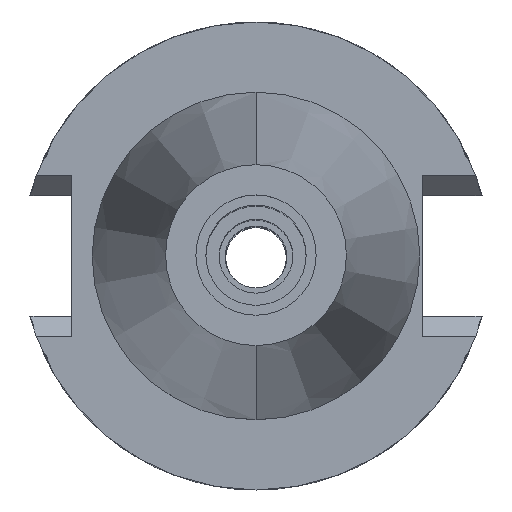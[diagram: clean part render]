
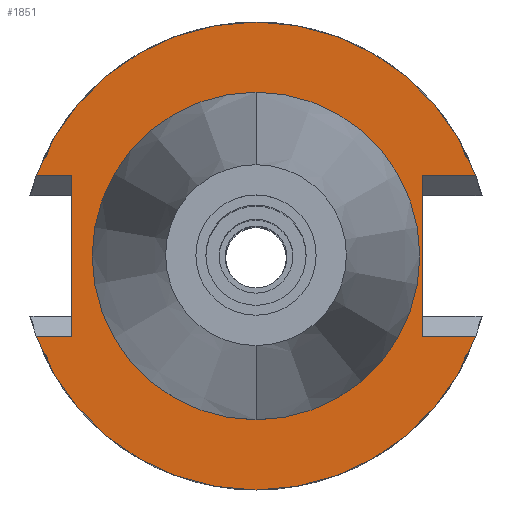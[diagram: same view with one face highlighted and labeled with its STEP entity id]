
A CAD part, top view. The second image highlights one B-rep face of the part: STEP entity #1851.
In plain terms, the highlighted planar face has unit normal (0, 0, 1).
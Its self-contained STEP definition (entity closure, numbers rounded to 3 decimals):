
#23 = DIRECTION ( 'NONE',  ( 0., 0., 1. ) ) ;
#27 = CARTESIAN_POINT ( 'NONE',  ( 22.57, 10.89, -1. ) ) ;
#46 = EDGE_CURVE ( 'NONE', #2028, #2319, #2591, .T. ) ;
#70 = FACE_OUTER_BOUND ( 'NONE', #2886, .T. ) ;
#104 = CARTESIAN_POINT ( 'NONE',  ( 22.57, -10.89, -1. ) ) ;
#122 = CARTESIAN_POINT ( 'NONE',  ( -24.98, -10.89, -1. ) ) ;
#131 = DIRECTION ( 'NONE',  ( 0., 0., -1. ) ) ;
#195 = EDGE_CURVE ( 'NONE', #1913, #1172, #2457, .T. ) ;
#202 = CIRCLE ( 'NONE', #3095, 31.75 ) ;
#230 = VECTOR ( 'NONE', #2126, 1000. ) ;
#294 = DIRECTION ( 'NONE',  ( 0., 1., 0. ) ) ;
#321 = ORIENTED_EDGE ( 'NONE', *, *, #195, .F. ) ;
#361 = VERTEX_POINT ( 'NONE', #1863 ) ;
#387 = CARTESIAN_POINT ( 'NONE',  ( -24.98, -10.89, -1. ) ) ;
#430 = AXIS2_PLACEMENT_3D ( 'NONE', #2493, #1941, #482 ) ;
#482 = DIRECTION ( 'NONE',  ( 0., -1., 0. ) ) ;
#540 = CARTESIAN_POINT ( 'NONE',  ( 22.57, 10.89, -1. ) ) ;
#551 = LINE ( 'NONE', #1288, #2057 ) ;
#647 = EDGE_LOOP ( 'NONE', ( #2817, #1740 ) ) ;
#699 = CARTESIAN_POINT ( 'NONE',  ( 0., 22.225, -1. ) ) ;
#747 = ORIENTED_EDGE ( 'NONE', *, *, #2720, .F. ) ;
#797 = FACE_BOUND ( 'NONE', #647, .T. ) ;
#802 = EDGE_CURVE ( 'NONE', #3072, #2354, #1064, .T. ) ;
#811 = DIRECTION ( 'NONE',  ( 0., -1., 0. ) ) ;
#833 = VERTEX_POINT ( 'NONE', #2228 ) ;
#844 = CIRCLE ( 'NONE', #3008, 22.225 ) ;
#850 = ORIENTED_EDGE ( 'NONE', *, *, #46, .T. ) ;
#858 = VERTEX_POINT ( 'NONE', #2213 ) ;
#919 = DIRECTION ( 'NONE',  ( -1., 0., 0. ) ) ;
#960 = AXIS2_PLACEMENT_3D ( 'NONE', #2508, #23, #294 ) ;
#997 = AXIS2_PLACEMENT_3D ( 'NONE', #2502, #1051, #2035 ) ;
#1047 = EDGE_CURVE ( 'NONE', #858, #833, #202, .T. ) ;
#1048 = DIRECTION ( 'NONE',  ( 1., 0., 0. ) ) ;
#1051 = DIRECTION ( 'NONE',  ( 0., 0., -1. ) ) ;
#1064 = CIRCLE ( 'NONE', #960, 22.225 ) ;
#1107 = DIRECTION ( 'NONE',  ( 0., 0., 1. ) ) ;
#1172 = VERTEX_POINT ( 'NONE', #104 ) ;
#1202 = CIRCLE ( 'NONE', #430, 31.75 ) ;
#1288 = CARTESIAN_POINT ( 'NONE',  ( -24.98, 10.89, -1. ) ) ;
#1357 = CARTESIAN_POINT ( 'NONE',  ( 0., 0., -1. ) ) ;
#1390 = VECTOR ( 'NONE', #919, 1000. ) ;
#1412 = CARTESIAN_POINT ( 'NONE',  ( -24.98, 10.89, -1. ) ) ;
#1437 = EDGE_CURVE ( 'NONE', #361, #858, #1868, .T. ) ;
#1456 = CARTESIAN_POINT ( 'NONE',  ( -29.824, -10.89, -1. ) ) ;
#1544 = VECTOR ( 'NONE', #2347, 1000. ) ;
#1569 = EDGE_CURVE ( 'NONE', #1172, #2955, #1665, .T. ) ;
#1573 = DIRECTION ( 'NONE',  ( 0., -1., 0. ) ) ;
#1665 = LINE ( 'NONE', #2110, #1544 ) ;
#1740 = ORIENTED_EDGE ( 'NONE', *, *, #2907, .F. ) ;
#1817 = CARTESIAN_POINT ( 'NONE',  ( 29.824, -10.89, -1. ) ) ;
#1851 = ADVANCED_FACE ( 'NONE', ( #70, #797 ), #2798, .F. ) ;
#1858 = ORIENTED_EDGE ( 'NONE', *, *, #1569, .F. ) ;
#1863 = CARTESIAN_POINT ( 'NONE',  ( -24.98, 10.89, -1. ) ) ;
#1868 = LINE ( 'NONE', #1412, #1390 ) ;
#1913 = VERTEX_POINT ( 'NONE', #540 ) ;
#1941 = DIRECTION ( 'NONE',  ( 0., 0., -1. ) ) ;
#1976 = CARTESIAN_POINT ( 'NONE',  ( 0., -22.225, -1. ) ) ;
#2017 = CARTESIAN_POINT ( 'NONE',  ( 22.57, 10.89, -1. ) ) ;
#2028 = VERTEX_POINT ( 'NONE', #122 ) ;
#2035 = DIRECTION ( 'NONE',  ( 0., -1., 0. ) ) ;
#2057 = VECTOR ( 'NONE', #2793, 1000. ) ;
#2104 = ORIENTED_EDGE ( 'NONE', *, *, #2412, .T. ) ;
#2110 = CARTESIAN_POINT ( 'NONE',  ( 22.57, -10.89, -1. ) ) ;
#2126 = DIRECTION ( 'NONE',  ( -1., 0., 0. ) ) ;
#2172 = VECTOR ( 'NONE', #811, 1000. ) ;
#2213 = CARTESIAN_POINT ( 'NONE',  ( -29.824, 10.89, -1. ) ) ;
#2228 = CARTESIAN_POINT ( 'NONE',  ( 29.824, 10.89, -1. ) ) ;
#2244 = ORIENTED_EDGE ( 'NONE', *, *, #2414, .T. ) ;
#2245 = LINE ( 'NONE', #27, #2593 ) ;
#2301 = ORIENTED_EDGE ( 'NONE', *, *, #1047, .F. ) ;
#2319 = VERTEX_POINT ( 'NONE', #1456 ) ;
#2347 = DIRECTION ( 'NONE',  ( 1., 0., 0. ) ) ;
#2354 = VERTEX_POINT ( 'NONE', #1976 ) ;
#2412 = EDGE_CURVE ( 'NONE', #1913, #833, #2245, .T. ) ;
#2414 = EDGE_CURVE ( 'NONE', #361, #2028, #551, .T. ) ;
#2457 = LINE ( 'NONE', #2017, #2172 ) ;
#2493 = CARTESIAN_POINT ( 'NONE',  ( 0., 0., -1. ) ) ;
#2502 = CARTESIAN_POINT ( 'NONE',  ( 0., 0., -1. ) ) ;
#2508 = CARTESIAN_POINT ( 'NONE',  ( 0., 0., -1. ) ) ;
#2591 = LINE ( 'NONE', #387, #230 ) ;
#2593 = VECTOR ( 'NONE', #1048, 1000. ) ;
#2720 = EDGE_CURVE ( 'NONE', #2955, #2319, #1202, .T. ) ;
#2781 = CARTESIAN_POINT ( 'NONE',  ( 0., 0., -1. ) ) ;
#2793 = DIRECTION ( 'NONE',  ( 0., -1., 0. ) ) ;
#2798 = PLANE ( 'NONE',  #997 ) ;
#2817 = ORIENTED_EDGE ( 'NONE', *, *, #802, .F. ) ;
#2886 = EDGE_LOOP ( 'NONE', ( #2104, #2301, #3057, #2244, #850, #747, #1858, #321 ) ) ;
#2907 = EDGE_CURVE ( 'NONE', #2354, #3072, #844, .T. ) ;
#2955 = VERTEX_POINT ( 'NONE', #1817 ) ;
#3008 = AXIS2_PLACEMENT_3D ( 'NONE', #2781, #1107, #1573 ) ;
#3057 = ORIENTED_EDGE ( 'NONE', *, *, #1437, .F. ) ;
#3072 = VERTEX_POINT ( 'NONE', #699 ) ;
#3084 = DIRECTION ( 'NONE',  ( 0., 1., 0. ) ) ;
#3095 = AXIS2_PLACEMENT_3D ( 'NONE', #1357, #131, #3084 ) ;
